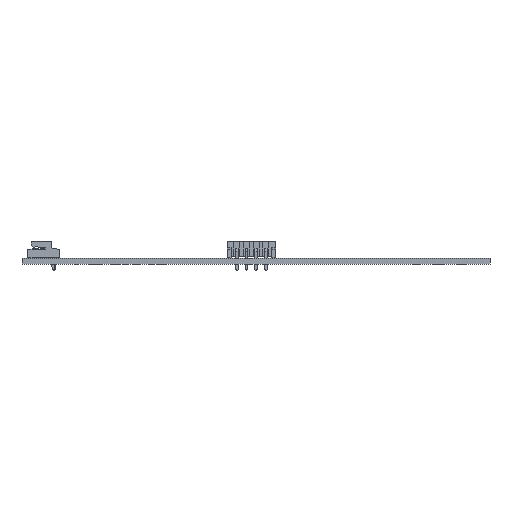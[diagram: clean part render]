
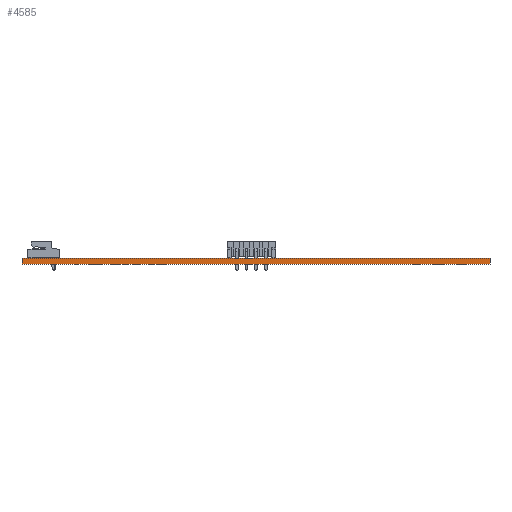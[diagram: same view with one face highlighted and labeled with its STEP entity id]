
A CAD part, front view. The second image highlights one B-rep face of the part: STEP entity #4585.
In plain terms, the highlighted planar face has unit normal (0, -1, 0).
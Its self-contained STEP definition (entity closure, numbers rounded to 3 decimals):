
#4585 = ADVANCED_FACE('',(#4586),#4620,.T.);
#4586 = FACE_BOUND('',#4587,.T.);
#4587 = EDGE_LOOP('',(#4588,#4598,#4606,#4614));
#4588 = ORIENTED_EDGE('',*,*,#4589,.T.);
#4589 = EDGE_CURVE('',#4590,#4592,#4594,.T.);
#4590 = VERTEX_POINT('',#4591);
#4591 = CARTESIAN_POINT('',(239.,-154.,0.));
#4592 = VERTEX_POINT('',#4593);
#4593 = CARTESIAN_POINT('',(239.,-154.,1.51));
#4594 = LINE('',#4595,#4596);
#4595 = CARTESIAN_POINT('',(239.,-154.,0.));
#4596 = VECTOR('',#4597,1.);
#4597 = DIRECTION('',(0.,0.,1.));
#4598 = ORIENTED_EDGE('',*,*,#4599,.T.);
#4599 = EDGE_CURVE('',#4592,#4600,#4602,.T.);
#4600 = VERTEX_POINT('',#4601);
#4601 = CARTESIAN_POINT('',(118.,-154.,1.51));
#4602 = LINE('',#4603,#4604);
#4603 = CARTESIAN_POINT('',(239.,-154.,1.51));
#4604 = VECTOR('',#4605,1.);
#4605 = DIRECTION('',(-1.,0.,0.));
#4606 = ORIENTED_EDGE('',*,*,#4607,.F.);
#4607 = EDGE_CURVE('',#4608,#4600,#4610,.T.);
#4608 = VERTEX_POINT('',#4609);
#4609 = CARTESIAN_POINT('',(118.,-154.,0.));
#4610 = LINE('',#4611,#4612);
#4611 = CARTESIAN_POINT('',(118.,-154.,0.));
#4612 = VECTOR('',#4613,1.);
#4613 = DIRECTION('',(0.,0.,1.));
#4614 = ORIENTED_EDGE('',*,*,#4615,.F.);
#4615 = EDGE_CURVE('',#4590,#4608,#4616,.T.);
#4616 = LINE('',#4617,#4618);
#4617 = CARTESIAN_POINT('',(239.,-154.,0.));
#4618 = VECTOR('',#4619,1.);
#4619 = DIRECTION('',(-1.,0.,0.));
#4620 = PLANE('',#4621);
#4621 = AXIS2_PLACEMENT_3D('',#4622,#4623,#4624);
#4622 = CARTESIAN_POINT('',(239.,-154.,0.));
#4623 = DIRECTION('',(0.,-1.,0.));
#4624 = DIRECTION('',(-1.,0.,0.));
